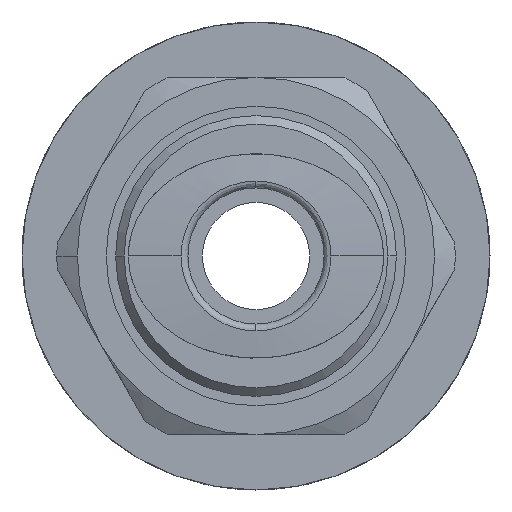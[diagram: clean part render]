
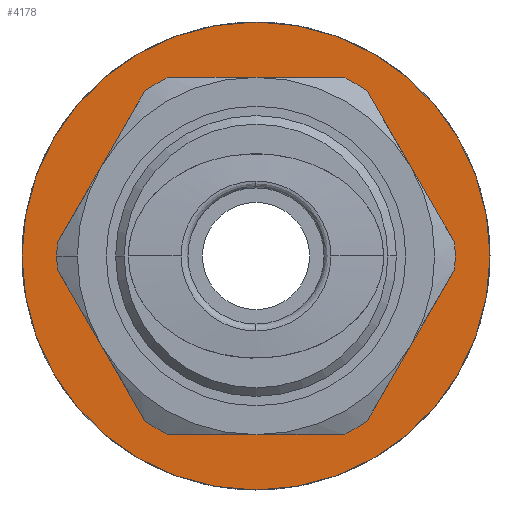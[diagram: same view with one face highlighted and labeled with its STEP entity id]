
A CAD part, front view. The second image highlights one B-rep face of the part: STEP entity #4178.
In plain terms, the highlighted planar face has unit normal (0, -1, 0).
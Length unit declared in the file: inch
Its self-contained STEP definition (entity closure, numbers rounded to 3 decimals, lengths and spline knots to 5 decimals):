
#14 = CARTESIAN_POINT ( 'NONE',  ( 0., -0.29331, 0. ) ) ;
#19 = VERTEX_POINT ( 'NONE', #1241 ) ;
#46 = CIRCLE ( 'NONE', #4015, 0.46063 ) ;
#50 = LINE ( 'NONE', #3580, #950 ) ;
#77 = CARTESIAN_POINT ( 'NONE',  ( 0.2564, -0.29331, 0.38267 ) ) ;
#84 = VERTEX_POINT ( 'NONE', #2621 ) ;
#137 = EDGE_CURVE ( 'NONE', #1878, #3342, #1031, .T. ) ;
#170 = CIRCLE ( 'NONE', #2589, 0.46063 ) ;
#212 = VECTOR ( 'NONE', #2605, 39.37008 ) ;
#258 = VECTOR ( 'NONE', #2951, 39.37008 ) ;
#263 = CARTESIAN_POINT ( 'NONE',  ( 0.4596, -0.29331, -0.03071 ) ) ;
#350 = DIRECTION ( 'NONE',  ( -1., 0., 0. ) ) ;
#379 = CARTESIAN_POINT ( 'NONE',  ( -0.2032, -0.29331, -0.41339 ) ) ;
#396 = VERTEX_POINT ( 'NONE', #1691 ) ;
#409 = CARTESIAN_POINT ( 'NONE',  ( -0.46063, -0.29331, 0. ) ) ;
#418 = DIRECTION ( 'NONE',  ( 0., -1., 0. ) ) ;
#443 = DIRECTION ( 'NONE',  ( 0., -1., 0. ) ) ;
#459 = CIRCLE ( 'NONE', #4309, 0.54134 ) ;
#503 = CARTESIAN_POINT ( 'NONE',  ( 0., -0.29331, 0. ) ) ;
#543 = CARTESIAN_POINT ( 'NONE',  ( 0.4596, -0.29331, 0.03071 ) ) ;
#587 = AXIS2_PLACEMENT_3D ( 'NONE', #3415, #443, #2795 ) ;
#613 = ORIENTED_EDGE ( 'NONE', *, *, #1469, .F. ) ;
#620 = LINE ( 'NONE', #1364, #2994 ) ;
#624 = CIRCLE ( 'NONE', #3855, 0.46063 ) ;
#645 = EDGE_CURVE ( 'NONE', #1725, #3342, #170, .T. ) ;
#724 = FACE_OUTER_BOUND ( 'NONE', #2571, .T. ) ;
#769 = CIRCLE ( 'NONE', #2958, 0.46063 ) ;
#826 = VERTEX_POINT ( 'NONE', #3166 ) ;
#849 = DIRECTION ( 'NONE',  ( -1., 0., 0. ) ) ;
#900 = EDGE_CURVE ( 'NONE', #1878, #3786, #624, .T. ) ;
#950 = VECTOR ( 'NONE', #2232, 39.37008 ) ;
#965 = DIRECTION ( 'NONE',  ( 0., -1., 0. ) ) ;
#980 = VERTEX_POINT ( 'NONE', #1454 ) ;
#993 = AXIS2_PLACEMENT_3D ( 'NONE', #14, #2362, #350 ) ;
#994 = CIRCLE ( 'NONE', #2614, 0.54134 ) ;
#1031 = LINE ( 'NONE', #1619, #258 ) ;
#1043 = CARTESIAN_POINT ( 'NONE',  ( 0., -0.29331, 0. ) ) ;
#1047 = DIRECTION ( 'NONE',  ( 1., 0., 0. ) ) ;
#1063 = AXIS2_PLACEMENT_3D ( 'NONE', #1385, #3759, #1736 ) ;
#1081 = VERTEX_POINT ( 'NONE', #2158 ) ;
#1153 = ORIENTED_EDGE ( 'NONE', *, *, #4275, .F. ) ;
#1159 = DIRECTION ( 'NONE',  ( 0.5, 0., 0.866 ) ) ;
#1177 = EDGE_CURVE ( 'NONE', #2812, #1532, #3692, .T. ) ;
#1189 = CARTESIAN_POINT ( 'NONE',  ( 0., -0.29331, 0. ) ) ;
#1199 = VERTEX_POINT ( 'NONE', #3555 ) ;
#1234 = ORIENTED_EDGE ( 'NONE', *, *, #2839, .T. ) ;
#1241 = CARTESIAN_POINT ( 'NONE',  ( -0.2564, -0.29331, -0.38267 ) ) ;
#1242 = CARTESIAN_POINT ( 'NONE',  ( 0.2032, -0.29331, -0.41339 ) ) ;
#1261 = ORIENTED_EDGE ( 'NONE', *, *, #3224, .T. ) ;
#1359 = DIRECTION ( 'NONE',  ( 0., 1., 0. ) ) ;
#1364 = CARTESIAN_POINT ( 'NONE',  ( -0.50098, -0.29331, 0.41339 ) ) ;
#1371 = DIRECTION ( 'NONE',  ( -1., 0., 0. ) ) ;
#1385 = CARTESIAN_POINT ( 'NONE',  ( 0., -0.29331, 0. ) ) ;
#1387 = CARTESIAN_POINT ( 'NONE',  ( 0., -0.29331, 0. ) ) ;
#1454 = CARTESIAN_POINT ( 'NONE',  ( -0.54134, -0.29331, 0. ) ) ;
#1469 = EDGE_CURVE ( 'NONE', #2812, #1081, #1954, .T. ) ;
#1510 = EDGE_CURVE ( 'NONE', #1618, #826, #46, .T. ) ;
#1527 = DIRECTION ( 'NONE',  ( -1., 0., 0. ) ) ;
#1532 = VERTEX_POINT ( 'NONE', #379 ) ;
#1556 = ORIENTED_EDGE ( 'NONE', *, *, #1177, .T. ) ;
#1584 = ORIENTED_EDGE ( 'NONE', *, *, #1794, .T. ) ;
#1618 = VERTEX_POINT ( 'NONE', #409 ) ;
#1619 = CARTESIAN_POINT ( 'NONE',  ( 0.2564, -0.29331, 0.38267 ) ) ;
#1691 = CARTESIAN_POINT ( 'NONE',  ( -0.2032, -0.29331, 0.41339 ) ) ;
#1725 = VERTEX_POINT ( 'NONE', #1812 ) ;
#1736 = DIRECTION ( 'NONE',  ( -1., 0., 0. ) ) ;
#1737 = DIRECTION ( 'NONE',  ( -1., 0., 0. ) ) ;
#1758 = ORIENTED_EDGE ( 'NONE', *, *, #2998, .F. ) ;
#1794 = EDGE_CURVE ( 'NONE', #396, #3786, #620, .T. ) ;
#1812 = CARTESIAN_POINT ( 'NONE',  ( 0.4596, -0.29331, -0.03071 ) ) ;
#1827 = ORIENTED_EDGE ( 'NONE', *, *, #1510, .F. ) ;
#1835 = VECTOR ( 'NONE', #1159, 39.37008 ) ;
#1878 = VERTEX_POINT ( 'NONE', #77 ) ;
#1881 = ORIENTED_EDGE ( 'NONE', *, *, #3079, .F. ) ;
#1947 = VERTEX_POINT ( 'NONE', #3479 ) ;
#1954 = CIRCLE ( 'NONE', #993, 0.46063 ) ;
#2096 = VECTOR ( 'NONE', #3893, 39.37008 ) ;
#2114 = PLANE ( 'NONE',  #587 ) ;
#2158 = CARTESIAN_POINT ( 'NONE',  ( 0.2564, -0.29331, -0.38267 ) ) ;
#2232 = DIRECTION ( 'NONE',  ( -0.5, 0., 0.866 ) ) ;
#2362 = DIRECTION ( 'NONE',  ( 0., -1., 0. ) ) ;
#2383 = ORIENTED_EDGE ( 'NONE', *, *, #2895, .F. ) ;
#2426 = CARTESIAN_POINT ( 'NONE',  ( 0., -0.29331, 0. ) ) ;
#2533 = CARTESIAN_POINT ( 'NONE',  ( -0.50098, -0.29331, -0.41339 ) ) ;
#2571 = EDGE_LOOP ( 'NONE', ( #1758, #1153 ) ) ;
#2589 = AXIS2_PLACEMENT_3D ( 'NONE', #1189, #3558, #1527 ) ;
#2605 = DIRECTION ( 'NONE',  ( -0.5, 0., -0.866 ) ) ;
#2614 = AXIS2_PLACEMENT_3D ( 'NONE', #503, #2863, #849 ) ;
#2621 = CARTESIAN_POINT ( 'NONE',  ( 0.54134, -0.29331, 0. ) ) ;
#2665 = LINE ( 'NONE', #263, #212 ) ;
#2733 = ORIENTED_EDGE ( 'NONE', *, *, #645, .F. ) ;
#2764 = DIRECTION ( 'NONE',  ( -1., 0., 0. ) ) ;
#2795 = DIRECTION ( 'NONE',  ( 0., 0., -1. ) ) ;
#2812 = VERTEX_POINT ( 'NONE', #1242 ) ;
#2839 = EDGE_CURVE ( 'NONE', #1725, #1081, #2665, .T. ) ;
#2863 = DIRECTION ( 'NONE',  ( 0., 1., 0. ) ) ;
#2895 = EDGE_CURVE ( 'NONE', #19, #1532, #769, .T. ) ;
#2951 = DIRECTION ( 'NONE',  ( 0.5, 0., -0.866 ) ) ;
#2958 = AXIS2_PLACEMENT_3D ( 'NONE', #2976, #965, #3315 ) ;
#2976 = CARTESIAN_POINT ( 'NONE',  ( 0., -0.29331, 0. ) ) ;
#2994 = VECTOR ( 'NONE', #1047, 39.37008 ) ;
#2998 = EDGE_CURVE ( 'NONE', #980, #84, #459, .T. ) ;
#3030 = ORIENTED_EDGE ( 'NONE', *, *, #137, .T. ) ;
#3032 = CIRCLE ( 'NONE', #1063, 0.46063 ) ;
#3079 = EDGE_CURVE ( 'NONE', #1947, #1618, #3032, .T. ) ;
#3166 = CARTESIAN_POINT ( 'NONE',  ( -0.4596, -0.29331, -0.03071 ) ) ;
#3209 = CIRCLE ( 'NONE', #4284, 0.46063 ) ;
#3210 = ORIENTED_EDGE ( 'NONE', *, *, #900, .F. ) ;
#3224 = EDGE_CURVE ( 'NONE', #1947, #1199, #3725, .T. ) ;
#3315 = DIRECTION ( 'NONE',  ( -1., 0., 0. ) ) ;
#3342 = VERTEX_POINT ( 'NONE', #543 ) ;
#3380 = CARTESIAN_POINT ( 'NONE',  ( 0., -0.29331, 0. ) ) ;
#3395 = DIRECTION ( 'NONE',  ( 0., -1., 0. ) ) ;
#3415 = CARTESIAN_POINT ( 'NONE',  ( -0.50098, -0.29331, 0. ) ) ;
#3479 = CARTESIAN_POINT ( 'NONE',  ( -0.4596, -0.29331, 0.03071 ) ) ;
#3544 = EDGE_LOOP ( 'NONE', ( #1881, #1261, #3894, #1584, #3210, #3030, #2733, #1234, #613, #1556, #2383, #3587, #1827 ) ) ;
#3555 = CARTESIAN_POINT ( 'NONE',  ( -0.2564, -0.29331, 0.38267 ) ) ;
#3558 = DIRECTION ( 'NONE',  ( 0., -1., 0. ) ) ;
#3580 = CARTESIAN_POINT ( 'NONE',  ( -0.2564, -0.29331, -0.38267 ) ) ;
#3587 = ORIENTED_EDGE ( 'NONE', *, *, #3897, .T. ) ;
#3692 = LINE ( 'NONE', #2533, #2096 ) ;
#3725 = LINE ( 'NONE', #4176, #1835 ) ;
#3726 = DIRECTION ( 'NONE',  ( -1., 0., 0. ) ) ;
#3759 = DIRECTION ( 'NONE',  ( 0., -1., 0. ) ) ;
#3761 = DIRECTION ( 'NONE',  ( 0., -1., 0. ) ) ;
#3786 = VERTEX_POINT ( 'NONE', #3864 ) ;
#3855 = AXIS2_PLACEMENT_3D ( 'NONE', #2426, #418, #2764 ) ;
#3864 = CARTESIAN_POINT ( 'NONE',  ( 0.2032, -0.29331, 0.41339 ) ) ;
#3893 = DIRECTION ( 'NONE',  ( -1., 0., 0. ) ) ;
#3894 = ORIENTED_EDGE ( 'NONE', *, *, #4126, .F. ) ;
#3897 = EDGE_CURVE ( 'NONE', #19, #826, #50, .T. ) ;
#4004 = FACE_BOUND ( 'NONE', #3544, .T. ) ;
#4015 = AXIS2_PLACEMENT_3D ( 'NONE', #1043, #3395, #1371 ) ;
#4126 = EDGE_CURVE ( 'NONE', #396, #1199, #3209, .T. ) ;
#4176 = CARTESIAN_POINT ( 'NONE',  ( -0.4596, -0.29331, 0.03071 ) ) ;
#4178 = ADVANCED_FACE ( 'NONE', ( #4004, #724 ), #2114, .T. ) ;
#4275 = EDGE_CURVE ( 'NONE', #84, #980, #994, .T. ) ;
#4284 = AXIS2_PLACEMENT_3D ( 'NONE', #1387, #3761, #1737 ) ;
#4309 = AXIS2_PLACEMENT_3D ( 'NONE', #3380, #1359, #3726 ) ;
